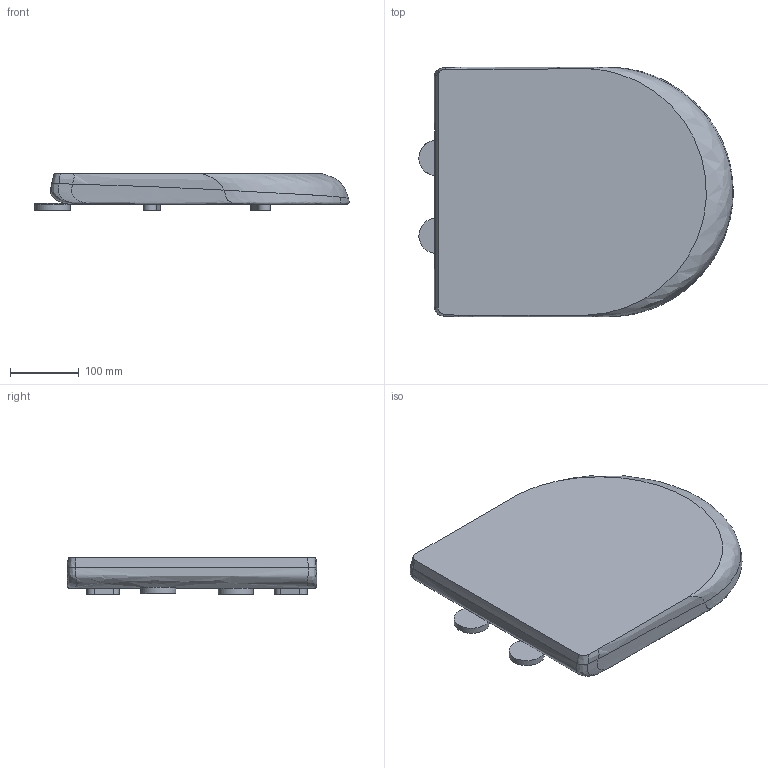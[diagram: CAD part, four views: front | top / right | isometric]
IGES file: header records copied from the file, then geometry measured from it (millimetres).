
Global section: file name: F155S+S27U_1; native system: AutoCAD 2016 - English; preprocessor: Autodesk Translation Framework DWG producer (atf_dwg_producer); organization: unknown; date: 20170502.150000; units: millimetre
Bounding box: 456.32 x 362.4 x 53 mm (x, y, z)
Volume: 5086878.4 mm3; surface area: 549259 mm2
Topology: 4 solids, 4 shells, 88 faces, 230 edges, 155 vertices
Faces by surface type: bspline 88
